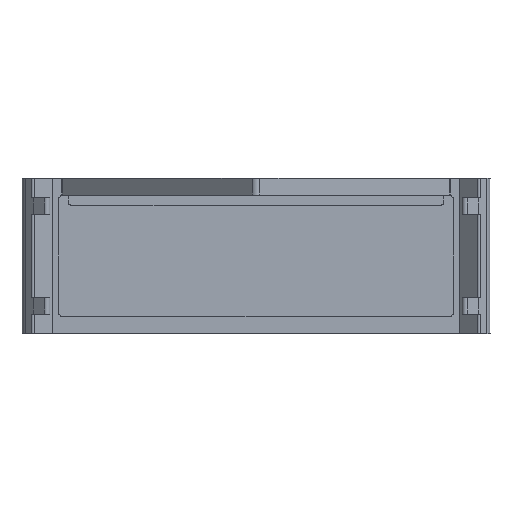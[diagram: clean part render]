
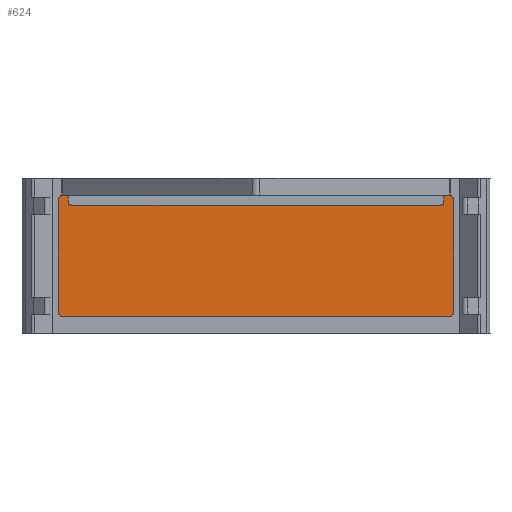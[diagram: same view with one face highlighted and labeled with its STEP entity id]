
A CAD part, front view. The second image highlights one B-rep face of the part: STEP entity #624.
In plain terms, the highlighted planar face has unit normal (0, -1, 0).
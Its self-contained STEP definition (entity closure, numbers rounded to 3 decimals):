
#6 = DIRECTION ( 'NONE',  ( 0., -1., 0. ) ) ;
#60 = CARTESIAN_POINT ( 'NONE',  ( -35.725, 37.5, -10. ) ) ;
#62 = CARTESIAN_POINT ( 'NONE',  ( 35.725, 37.5, 10. ) ) ;
#77 = VERTEX_POINT ( 'NONE', #334 ) ;
#111 = CARTESIAN_POINT ( 'NONE',  ( 33.4, 37.5, 9.7 ) ) ;
#125 = CARTESIAN_POINT ( 'NONE',  ( -34.725, 37.5, 11. ) ) ;
#150 = DIRECTION ( 'NONE',  ( 0., 1., 0. ) ) ;
#176 = EDGE_CURVE ( 'NONE', #2237, #264, #656, .T. ) ;
#177 = CARTESIAN_POINT ( 'NONE',  ( 34.725, 37.5, 10. ) ) ;
#181 = VERTEX_POINT ( 'NONE', #2187 ) ;
#184 = ORIENTED_EDGE ( 'NONE', *, *, #2106, .F. ) ;
#193 = CARTESIAN_POINT ( 'NONE',  ( -34.725, 37.5, 10. ) ) ;
#196 = VERTEX_POINT ( 'NONE', #489 ) ;
#198 = LINE ( 'NONE', #62, #1250 ) ;
#199 = DIRECTION ( 'NONE',  ( 1., 0., 0. ) ) ;
#201 = CIRCLE ( 'NONE', #736, 0.5 ) ;
#211 = LINE ( 'NONE', #382, #1029 ) ;
#217 = VERTEX_POINT ( 'NONE', #344 ) ;
#250 = DIRECTION ( 'NONE',  ( 0., 0., 1. ) ) ;
#264 = VERTEX_POINT ( 'NONE', #547 ) ;
#283 = CARTESIAN_POINT ( 'NONE',  ( -33.9, 37.5, 10. ) ) ;
#329 = DIRECTION ( 'NONE',  ( 1., 0., 0. ) ) ;
#334 = CARTESIAN_POINT ( 'NONE',  ( -33.4, 37.5, 9.2 ) ) ;
#344 = CARTESIAN_POINT ( 'NONE',  ( 34.725, 37.5, 11. ) ) ;
#346 = LINE ( 'NONE', #715, #1497 ) ;
#359 = CARTESIAN_POINT ( 'NONE',  ( 34.725, 37.5, -11. ) ) ;
#374 = EDGE_CURVE ( 'NONE', #1953, #2237, #553, .T. ) ;
#379 = ORIENTED_EDGE ( 'NONE', *, *, #404, .F. ) ;
#382 = CARTESIAN_POINT ( 'NONE',  ( 34.725, 37.5, -11. ) ) ;
#392 = VERTEX_POINT ( 'NONE', #60 ) ;
#404 = EDGE_CURVE ( 'NONE', #1583, #392, #801, .T. ) ;
#432 = CARTESIAN_POINT ( 'NONE',  ( 33.4, 37.5, 11. ) ) ;
#489 = CARTESIAN_POINT ( 'NONE',  ( 33.9, 37.5, 10.5 ) ) ;
#497 = CIRCLE ( 'NONE', #1320, 1. ) ;
#528 = CARTESIAN_POINT ( 'NONE',  ( 33.9, 37.5, 9.7 ) ) ;
#547 = CARTESIAN_POINT ( 'NONE',  ( -33.9, 37.5, 9.7 ) ) ;
#551 = EDGE_CURVE ( 'NONE', #2126, #196, #830, .T. ) ;
#553 = CIRCLE ( 'NONE', #939, 0.5 ) ;
#562 = AXIS2_PLACEMENT_3D ( 'NONE', #193, #2089, #329 ) ;
#590 = DIRECTION ( 'NONE',  ( 1., 0., 0. ) ) ;
#591 = EDGE_CURVE ( 'NONE', #1616, #217, #2208, .T. ) ;
#598 = DIRECTION ( 'NONE',  ( 1., 0., 0. ) ) ;
#600 = DIRECTION ( 'NONE',  ( 0., -1., 0. ) ) ;
#623 = ORIENTED_EDGE ( 'NONE', *, *, #1468, .F. ) ;
#624 = ADVANCED_FACE ( 'NONE', ( #998 ), #1697, .F. ) ;
#650 = ORIENTED_EDGE ( 'NONE', *, *, #374, .F. ) ;
#656 = LINE ( 'NONE', #283, #1783 ) ;
#674 = AXIS2_PLACEMENT_3D ( 'NONE', #1836, #2190, #2048 ) ;
#685 = ORIENTED_EDGE ( 'NONE', *, *, #1330, .F. ) ;
#692 = DIRECTION ( 'NONE',  ( 1., 0., 0. ) ) ;
#714 = EDGE_CURVE ( 'NONE', #196, #1616, #201, .T. ) ;
#715 = CARTESIAN_POINT ( 'NONE',  ( -34.725, 37.5, 9.2 ) ) ;
#736 = AXIS2_PLACEMENT_3D ( 'NONE', #1034, #6, #1734 ) ;
#752 = ORIENTED_EDGE ( 'NONE', *, *, #1965, .F. ) ;
#756 = LINE ( 'NONE', #1444, #1607 ) ;
#801 = CIRCLE ( 'NONE', #902, 1. ) ;
#830 = LINE ( 'NONE', #1115, #1718 ) ;
#854 = CIRCLE ( 'NONE', #674, 0.5 ) ;
#877 = ORIENTED_EDGE ( 'NONE', *, *, #714, .F. ) ;
#880 = DIRECTION ( 'NONE',  ( 0., 1., 0. ) ) ;
#893 = ORIENTED_EDGE ( 'NONE', *, *, #1252, .F. ) ;
#902 = AXIS2_PLACEMENT_3D ( 'NONE', #2144, #1462, #598 ) ;
#939 = AXIS2_PLACEMENT_3D ( 'NONE', #2122, #1787, #250 ) ;
#940 = DIRECTION ( 'NONE',  ( 0., 0., 1. ) ) ;
#948 = DIRECTION ( 'NONE',  ( 1., 0., 0. ) ) ;
#973 = DIRECTION ( 'NONE',  ( 0., 0., 1. ) ) ;
#989 = CIRCLE ( 'NONE', #1317, 0.5 ) ;
#998 = FACE_OUTER_BOUND ( 'NONE', #1683, .T. ) ;
#1029 = VECTOR ( 'NONE', #1587, 1000. ) ;
#1034 = CARTESIAN_POINT ( 'NONE',  ( 33.4, 37.5, 10.5 ) ) ;
#1035 = CARTESIAN_POINT ( 'NONE',  ( 33.4, 37.5, 9.2 ) ) ;
#1054 = ORIENTED_EDGE ( 'NONE', *, *, #1240, .F. ) ;
#1104 = CARTESIAN_POINT ( 'NONE',  ( -33.9, 37.5, 10.5 ) ) ;
#1105 = VERTEX_POINT ( 'NONE', #1146 ) ;
#1115 = CARTESIAN_POINT ( 'NONE',  ( 33.9, 37.5, 10. ) ) ;
#1118 = DIRECTION ( 'NONE',  ( 0., 1., 0. ) ) ;
#1146 = CARTESIAN_POINT ( 'NONE',  ( -35.725, 37.5, 10. ) ) ;
#1165 = AXIS2_PLACEMENT_3D ( 'NONE', #1395, #150, #2225 ) ;
#1210 = LINE ( 'NONE', #1542, #1867 ) ;
#1240 = EDGE_CURVE ( 'NONE', #392, #1105, #1210, .T. ) ;
#1242 = VERTEX_POINT ( 'NONE', #359 ) ;
#1244 = DIRECTION ( 'NONE',  ( 0., 0., -1. ) ) ;
#1250 = VECTOR ( 'NONE', #1244, 1000. ) ;
#1252 = EDGE_CURVE ( 'NONE', #1105, #181, #2231, .T. ) ;
#1275 = VECTOR ( 'NONE', #948, 1000. ) ;
#1287 = EDGE_CURVE ( 'NONE', #77, #1753, #346, .T. ) ;
#1317 = AXIS2_PLACEMENT_3D ( 'NONE', #111, #600, #940 ) ;
#1320 = AXIS2_PLACEMENT_3D ( 'NONE', #177, #880, #199 ) ;
#1330 = EDGE_CURVE ( 'NONE', #2206, #1472, #198, .T. ) ;
#1360 = AXIS2_PLACEMENT_3D ( 'NONE', #1996, #1118, #1819 ) ;
#1395 = CARTESIAN_POINT ( 'NONE',  ( -34.725, 37.5, 10. ) ) ;
#1407 = EDGE_CURVE ( 'NONE', #1242, #1583, #211, .T. ) ;
#1444 = CARTESIAN_POINT ( 'NONE',  ( -34.725, 37.5, 11. ) ) ;
#1462 = DIRECTION ( 'NONE',  ( 0., 1., 0. ) ) ;
#1468 = EDGE_CURVE ( 'NONE', #181, #1953, #756, .T. ) ;
#1472 = VERTEX_POINT ( 'NONE', #1973 ) ;
#1497 = VECTOR ( 'NONE', #692, 1000. ) ;
#1542 = CARTESIAN_POINT ( 'NONE',  ( -35.725, 37.5, -10. ) ) ;
#1546 = EDGE_CURVE ( 'NONE', #1753, #2126, #989, .T. ) ;
#1573 = ORIENTED_EDGE ( 'NONE', *, *, #176, .F. ) ;
#1583 = VERTEX_POINT ( 'NONE', #1671 ) ;
#1587 = DIRECTION ( 'NONE',  ( -1., 0., 0. ) ) ;
#1607 = VECTOR ( 'NONE', #590, 1000. ) ;
#1616 = VERTEX_POINT ( 'NONE', #432 ) ;
#1660 = DIRECTION ( 'NONE',  ( 0., 0., -1. ) ) ;
#1671 = CARTESIAN_POINT ( 'NONE',  ( -34.725, 37.5, -11. ) ) ;
#1683 = EDGE_LOOP ( 'NONE', ( #650, #623, #893, #1054, #379, #2068, #2183, #685, #184, #2151, #877, #2111, #2079, #1950, #752, #1573 ) ) ;
#1697 = PLANE ( 'NONE',  #562 ) ;
#1718 = VECTOR ( 'NONE', #973, 1000. ) ;
#1734 = DIRECTION ( 'NONE',  ( 0., 0., 1. ) ) ;
#1753 = VERTEX_POINT ( 'NONE', #1035 ) ;
#1763 = CIRCLE ( 'NONE', #1360, 1. ) ;
#1783 = VECTOR ( 'NONE', #1660, 1000. ) ;
#1787 = DIRECTION ( 'NONE',  ( 0., -1., 0. ) ) ;
#1814 = CARTESIAN_POINT ( 'NONE',  ( 35.725, 37.5, 10. ) ) ;
#1819 = DIRECTION ( 'NONE',  ( 1., 0., 0. ) ) ;
#1836 = CARTESIAN_POINT ( 'NONE',  ( -33.4, 37.5, 9.7 ) ) ;
#1867 = VECTOR ( 'NONE', #1914, 1000. ) ;
#1914 = DIRECTION ( 'NONE',  ( 0., 0., 1. ) ) ;
#1950 = ORIENTED_EDGE ( 'NONE', *, *, #1287, .F. ) ;
#1953 = VERTEX_POINT ( 'NONE', #2214 ) ;
#1965 = EDGE_CURVE ( 'NONE', #264, #77, #854, .T. ) ;
#1973 = CARTESIAN_POINT ( 'NONE',  ( 35.725, 37.5, -10. ) ) ;
#1996 = CARTESIAN_POINT ( 'NONE',  ( 34.725, 37.5, -10. ) ) ;
#2048 = DIRECTION ( 'NONE',  ( 0., 0., 1. ) ) ;
#2068 = ORIENTED_EDGE ( 'NONE', *, *, #1407, .F. ) ;
#2079 = ORIENTED_EDGE ( 'NONE', *, *, #1546, .F. ) ;
#2089 = DIRECTION ( 'NONE',  ( 0., 1., 0. ) ) ;
#2106 = EDGE_CURVE ( 'NONE', #217, #2206, #497, .T. ) ;
#2111 = ORIENTED_EDGE ( 'NONE', *, *, #551, .F. ) ;
#2122 = CARTESIAN_POINT ( 'NONE',  ( -33.4, 37.5, 10.5 ) ) ;
#2126 = VERTEX_POINT ( 'NONE', #528 ) ;
#2144 = CARTESIAN_POINT ( 'NONE',  ( -34.725, 37.5, -10. ) ) ;
#2145 = EDGE_CURVE ( 'NONE', #1472, #1242, #1763, .T. ) ;
#2151 = ORIENTED_EDGE ( 'NONE', *, *, #591, .F. ) ;
#2183 = ORIENTED_EDGE ( 'NONE', *, *, #2145, .F. ) ;
#2187 = CARTESIAN_POINT ( 'NONE',  ( -34.725, 37.5, 11. ) ) ;
#2190 = DIRECTION ( 'NONE',  ( 0., -1., 0. ) ) ;
#2206 = VERTEX_POINT ( 'NONE', #1814 ) ;
#2208 = LINE ( 'NONE', #125, #1275 ) ;
#2214 = CARTESIAN_POINT ( 'NONE',  ( -33.4, 37.5, 11. ) ) ;
#2225 = DIRECTION ( 'NONE',  ( 1., 0., 0. ) ) ;
#2231 = CIRCLE ( 'NONE', #1165, 1. ) ;
#2237 = VERTEX_POINT ( 'NONE', #1104 ) ;
